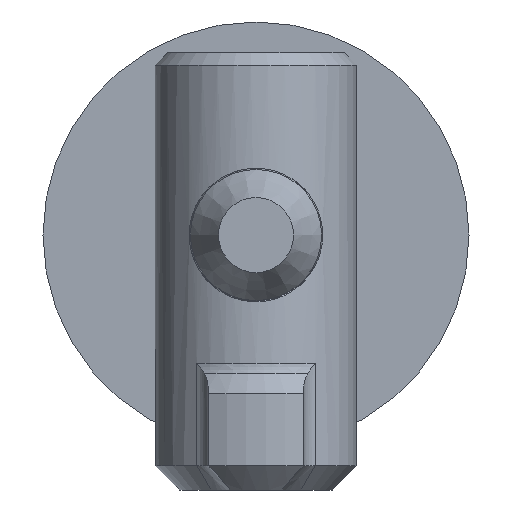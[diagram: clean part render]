
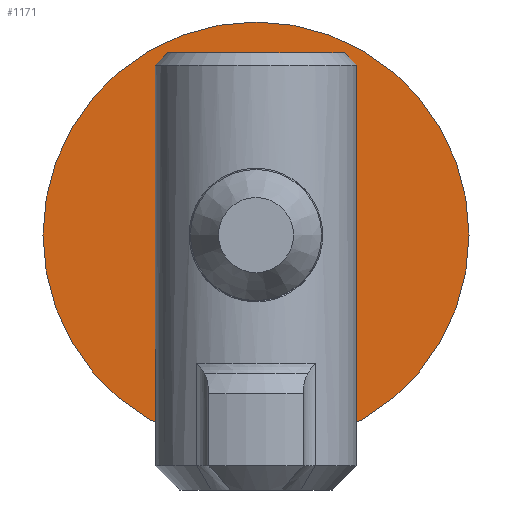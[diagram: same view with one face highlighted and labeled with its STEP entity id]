
A CAD part, left-side view. The second image highlights one B-rep face of the part: STEP entity #1171.
In plain terms, the highlighted face is planar.
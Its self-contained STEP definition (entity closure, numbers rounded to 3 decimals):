
#83=PLANE('',#1301);
#142=LINE('',#2056,#206);
#143=LINE('',#2058,#207);
#144=LINE('',#2066,#208);
#145=LINE('',#2068,#209);
#206=VECTOR('',#1564,6.801);
#207=VECTOR('',#1567,6.801);
#208=VECTOR('',#1578,6.801);
#209=VECTOR('',#1581,6.801);
#276=CIRCLE('',#1277,5.25);
#277=CIRCLE('',#1279,5.25);
#278=CIRCLE('',#1281,5.25);
#279=CIRCLE('',#1283,5.25);
#285=CIRCLE('',#1300,8.775);
#313=FACE_BOUND('',#465,.T.);
#375=FACE_OUTER_BOUND('',#464,.T.);
#464=EDGE_LOOP('',(#964));
#465=EDGE_LOOP('',(#965,#966,#967,#968,#969,#970,#971,#972));
#569=VERTEX_POINT('',#2032);
#570=VERTEX_POINT('',#2033);
#571=VERTEX_POINT('',#2038);
#572=VERTEX_POINT('',#2039);
#573=VERTEX_POINT('',#2044);
#574=VERTEX_POINT('',#2045);
#575=VERTEX_POINT('',#2050);
#576=VERTEX_POINT('',#2051);
#583=VERTEX_POINT('',#2123);
#697=EDGE_CURVE('',#569,#570,#276,.T.);
#700=EDGE_CURVE('',#571,#572,#277,.T.);
#703=EDGE_CURVE('',#573,#574,#278,.T.);
#706=EDGE_CURVE('',#575,#576,#279,.T.);
#709=EDGE_CURVE('',#570,#573,#142,.T.);
#710=EDGE_CURVE('',#572,#575,#143,.T.);
#713=EDGE_CURVE('',#574,#571,#144,.T.);
#714=EDGE_CURVE('',#576,#569,#145,.T.);
#719=EDGE_CURVE('',#583,#583,#285,.T.);
#964=ORIENTED_EDGE('',*,*,#719,.T.);
#965=ORIENTED_EDGE('',*,*,#713,.T.);
#966=ORIENTED_EDGE('',*,*,#700,.T.);
#967=ORIENTED_EDGE('',*,*,#710,.T.);
#968=ORIENTED_EDGE('',*,*,#706,.T.);
#969=ORIENTED_EDGE('',*,*,#714,.T.);
#970=ORIENTED_EDGE('',*,*,#697,.T.);
#971=ORIENTED_EDGE('',*,*,#709,.T.);
#972=ORIENTED_EDGE('',*,*,#703,.T.);
#1171=ADVANCED_FACE('',(#375,#313),#83,.T.);
#1277=AXIS2_PLACEMENT_3D('',#2034,#1540,#1541);
#1279=AXIS2_PLACEMENT_3D('',#2040,#1546,#1547);
#1281=AXIS2_PLACEMENT_3D('',#2046,#1552,#1553);
#1283=AXIS2_PLACEMENT_3D('',#2052,#1558,#1559);
#1300=AXIS2_PLACEMENT_3D('',#2124,#1598,#1599);
#1301=AXIS2_PLACEMENT_3D('',#2125,#1600,#1601);
#1540=DIRECTION('center_axis',(0.,0.,
-1.));
#1541=DIRECTION('ref_axis',(-0.762,-0.648,0.));
#1546=DIRECTION('center_axis',(0.,0.,
-1.));
#1547=DIRECTION('ref_axis',(0.762,0.648,0.));
#1552=DIRECTION('center_axis',(0.,0.,
-1.));
#1553=DIRECTION('ref_axis',(-0.648,0.762,0.));
#1558=DIRECTION('center_axis',(0.,0.,
-1.));
#1559=DIRECTION('ref_axis',(0.648,-0.762,0.));
#1564=DIRECTION('',(0.,-1.,0.));
#1567=DIRECTION('',(0.,1.,0.));
#1578=DIRECTION('',(-1.,0.,0.));
#1581=DIRECTION('',(1.,0.,0.));
#1598=DIRECTION('center_axis',(0.,0.,
1.));
#1599=DIRECTION('ref_axis',(-1.,0.,0.));
#1600=DIRECTION('center_axis',(0.,0.,
1.));
#1601=DIRECTION('ref_axis',(1.,0.,0.));
#2032=CARTESIAN_POINT('',(3.4,4.,-10.935));
#2033=CARTESIAN_POINT('',(4.,3.4,-10.935));
#2034=CARTESIAN_POINT('Origin',(0.,0.,
-10.935));
#2038=CARTESIAN_POINT('',(-3.4,-4.,-10.935));
#2039=CARTESIAN_POINT('',(-4.,-3.4,-10.935));
#2040=CARTESIAN_POINT('Origin',(0.,0.,
-10.935));
#2044=CARTESIAN_POINT('',(4.,-3.4,-10.935));
#2045=CARTESIAN_POINT('',(3.4,-4.,-10.935));
#2046=CARTESIAN_POINT('Origin',(0.,0.,
-10.935));
#2050=CARTESIAN_POINT('',(-4.,3.4,-10.935));
#2051=CARTESIAN_POINT('',(-3.4,4.,-10.935));
#2052=CARTESIAN_POINT('Origin',(0.,0.,
-10.935));
#2056=CARTESIAN_POINT('',(4.,2.,-10.935));
#2058=CARTESIAN_POINT('',(-4.,-2.,-10.935));
#2066=CARTESIAN_POINT('',(-1.169,-4.,-10.935));
#2068=CARTESIAN_POINT('',(-5.169,4.,-10.935));
#2123=CARTESIAN_POINT('',(-8.775,0.,-10.935));
#2124=CARTESIAN_POINT('Origin',(0.,0.,
-10.935));
#2125=CARTESIAN_POINT('Origin',(-6.337,0.,
-10.935));
